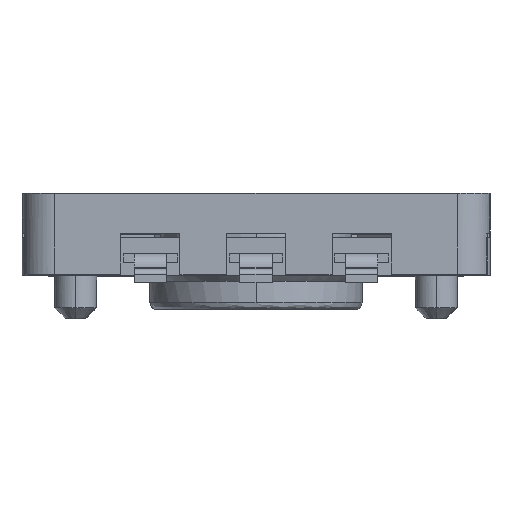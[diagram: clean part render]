
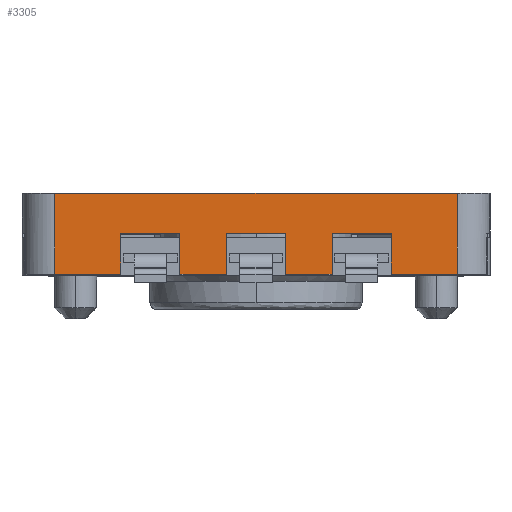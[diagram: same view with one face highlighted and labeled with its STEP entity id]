
A CAD part, top view. The second image highlights one B-rep face of the part: STEP entity #3305.
In plain terms, the highlighted planar face has unit normal (0, 0, 1).
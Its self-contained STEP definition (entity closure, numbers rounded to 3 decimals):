
#2810=VERTEX_POINT('NONE',#2811);
#2811=CARTESIAN_POINT('',(-4.737,1.93,5.867));
#2820=EDGE_CURVE('NONE',#2810,#2821,#2823,.T.);
#2821=VERTEX_POINT('NONE',#2822);
#2822=CARTESIAN_POINT('',(4.737,1.93,5.867));
#2823=LINE('',#2824,#2825);
#2824=CARTESIAN_POINT('',(0.0,1.93,5.867));
#2825=VECTOR('',#2826,1.0);
#2826=DIRECTION('',(1.0,0.0,0.0));
#3305=ADVANCED_FACE('NONE',(#3306),#3427,.T.);
#3306=FACE_BOUND('NONE',#3307,.T.);
#3307=EDGE_LOOP('',(#3308,#3318,#3326,#3334,#3342,#3350,#3358,#3366,#3374,#3382,#3390,#3398,#3406,#3412,#3413,#3421));
#3308=ORIENTED_EDGE('',*,*,#3309,.T.);
#3309=EDGE_CURVE('NONE',#3310,#3312,#3314,.T.);
#3310=VERTEX_POINT('NONE',#3311);
#3311=CARTESIAN_POINT('',(-3.188,0.025,5.867));
#3312=VERTEX_POINT('NONE',#3313);
#3313=CARTESIAN_POINT('',(-3.188,0.991,5.867));
#3314=LINE('',#3315,#3316);
#3315=CARTESIAN_POINT('',(-3.188,0.025,5.867));
#3316=VECTOR('',#3317,1.0);
#3317=DIRECTION('',(0.0,1.0,0.0));
#3318=ORIENTED_EDGE('',*,*,#3319,.T.);
#3319=EDGE_CURVE('NONE',#3312,#3320,#3322,.T.);
#3320=VERTEX_POINT('NONE',#3321);
#3321=CARTESIAN_POINT('',(-1.791,0.991,5.867));
#3322=LINE('',#3323,#3324);
#3323=CARTESIAN_POINT('',(-4.737,0.991,5.867));
#3324=VECTOR('',#3325,1.0);
#3325=DIRECTION('',(1.0,0.0,0.0));
#3326=ORIENTED_EDGE('',*,*,#3327,.T.);
#3327=EDGE_CURVE('NONE',#3320,#3328,#3330,.T.);
#3328=VERTEX_POINT('NONE',#3329);
#3329=CARTESIAN_POINT('',(-1.791,0.025,5.867));
#3330=LINE('',#3331,#3332);
#3331=CARTESIAN_POINT('',(-1.791,0.025,5.867));
#3332=VECTOR('',#3333,1.0);
#3333=DIRECTION('',(0.0,-1.0,0.0));
#3334=ORIENTED_EDGE('',*,*,#3335,.T.);
#3335=EDGE_CURVE('NONE',#3328,#3336,#3338,.T.);
#3336=VERTEX_POINT('NONE',#3337);
#3337=CARTESIAN_POINT('',(-0.699,0.025,5.867));
#3338=LINE('',#3339,#3340);
#3339=CARTESIAN_POINT('',(-4.737,0.025,5.867));
#3340=VECTOR('',#3341,1.0);
#3341=DIRECTION('',(1.0,0.0,0.0));
#3342=ORIENTED_EDGE('',*,*,#3343,.T.);
#3343=EDGE_CURVE('NONE',#3336,#3344,#3346,.T.);
#3344=VERTEX_POINT('NONE',#3345);
#3345=CARTESIAN_POINT('',(-0.699,0.991,5.867));
#3346=LINE('',#3347,#3348);
#3347=CARTESIAN_POINT('',(-0.699,0.025,5.867));
#3348=VECTOR('',#3349,1.0);
#3349=DIRECTION('',(0.0,1.0,0.0));
#3350=ORIENTED_EDGE('',*,*,#3351,.T.);
#3351=EDGE_CURVE('NONE',#3344,#3352,#3354,.T.);
#3352=VERTEX_POINT('NONE',#3353);
#3353=CARTESIAN_POINT('',(0.699,0.991,5.867));
#3354=LINE('',#3355,#3356);
#3355=CARTESIAN_POINT('',(-4.737,0.991,5.867));
#3356=VECTOR('',#3357,1.0);
#3357=DIRECTION('',(1.0,0.0,0.0));
#3358=ORIENTED_EDGE('',*,*,#3359,.T.);
#3359=EDGE_CURVE('NONE',#3352,#3360,#3362,.T.);
#3360=VERTEX_POINT('NONE',#3361);
#3361=CARTESIAN_POINT('',(0.699,0.025,5.867));
#3362=LINE('',#3363,#3364);
#3363=CARTESIAN_POINT('',(0.699,0.025,5.867));
#3364=VECTOR('',#3365,1.0);
#3365=DIRECTION('',(0.0,-1.0,0.0));
#3366=ORIENTED_EDGE('',*,*,#3367,.T.);
#3367=EDGE_CURVE('NONE',#3360,#3368,#3370,.T.);
#3368=VERTEX_POINT('NONE',#3369);
#3369=CARTESIAN_POINT('',(1.791,0.025,5.867));
#3370=LINE('',#3371,#3372);
#3371=CARTESIAN_POINT('',(-4.737,0.025,5.867));
#3372=VECTOR('',#3373,1.0);
#3373=DIRECTION('',(1.0,0.0,0.0));
#3374=ORIENTED_EDGE('',*,*,#3375,.T.);
#3375=EDGE_CURVE('NONE',#3368,#3376,#3378,.T.);
#3376=VERTEX_POINT('NONE',#3377);
#3377=CARTESIAN_POINT('',(1.791,0.991,5.867));
#3378=LINE('',#3379,#3380);
#3379=CARTESIAN_POINT('',(1.791,0.025,5.867));
#3380=VECTOR('',#3381,1.0);
#3381=DIRECTION('',(0.0,1.0,0.0));
#3382=ORIENTED_EDGE('',*,*,#3383,.T.);
#3383=EDGE_CURVE('NONE',#3376,#3384,#3386,.T.);
#3384=VERTEX_POINT('NONE',#3385);
#3385=CARTESIAN_POINT('',(3.188,0.991,5.867));
#3386=LINE('',#3387,#3388);
#3387=CARTESIAN_POINT('',(-4.737,0.991,5.867));
#3388=VECTOR('',#3389,1.0);
#3389=DIRECTION('',(1.0,0.0,0.0));
#3390=ORIENTED_EDGE('',*,*,#3391,.T.);
#3391=EDGE_CURVE('NONE',#3384,#3392,#3394,.T.);
#3392=VERTEX_POINT('NONE',#3393);
#3393=CARTESIAN_POINT('',(3.188,0.025,5.867));
#3394=LINE('',#3395,#3396);
#3395=CARTESIAN_POINT('',(3.188,0.025,5.867));
#3396=VECTOR('',#3397,1.0);
#3397=DIRECTION('',(0.0,-1.0,0.0));
#3398=ORIENTED_EDGE('',*,*,#3399,.T.);
#3399=EDGE_CURVE('NONE',#3392,#3400,#3402,.T.);
#3400=VERTEX_POINT('NONE',#3401);
#3401=CARTESIAN_POINT('',(4.737,0.025,5.867));
#3402=LINE('',#3403,#3404);
#3403=CARTESIAN_POINT('',(0.0,0.025,5.867));
#3404=VECTOR('',#3405,1.0);
#3405=DIRECTION('',(1.0,0.0,0.0));
#3406=ORIENTED_EDGE('',*,*,#3407,.T.);
#3407=EDGE_CURVE('NONE',#3400,#2821,#3408,.T.);
#3408=LINE('',#3409,#3410);
#3409=CARTESIAN_POINT('',(4.737,0.025,5.867));
#3410=VECTOR('',#3411,1.0);
#3411=DIRECTION('',(0.0,1.0,0.0));
#3412=ORIENTED_EDGE('',*,*,#2820,.F.);
#3413=ORIENTED_EDGE('',*,*,#3414,.T.);
#3414=EDGE_CURVE('NONE',#2810,#3415,#3417,.T.);
#3415=VERTEX_POINT('NONE',#3416);
#3416=CARTESIAN_POINT('',(-4.737,0.025,5.867));
#3417=LINE('',#3418,#3419);
#3418=CARTESIAN_POINT('',(-4.737,0.025,5.867));
#3419=VECTOR('',#3420,1.0);
#3420=DIRECTION('',(0.0,-1.0,0.0));
#3421=ORIENTED_EDGE('',*,*,#3422,.T.);
#3422=EDGE_CURVE('NONE',#3415,#3310,#3423,.T.);
#3423=LINE('',#3424,#3425);
#3424=CARTESIAN_POINT('',(0.0,0.025,5.867));
#3425=VECTOR('',#3426,1.0);
#3426=DIRECTION('',(1.0,0.0,0.0));
#3427=PLANE('',#3428);
#3428=AXIS2_PLACEMENT_3D('',#3429,#3430,#3431);
#3429=CARTESIAN_POINT('',(-4.737,0.025,5.867));
#3430=DIRECTION('',(0.0,0.0,1.0));
#3431=DIRECTION('',(1.0,0.0,0.0));
